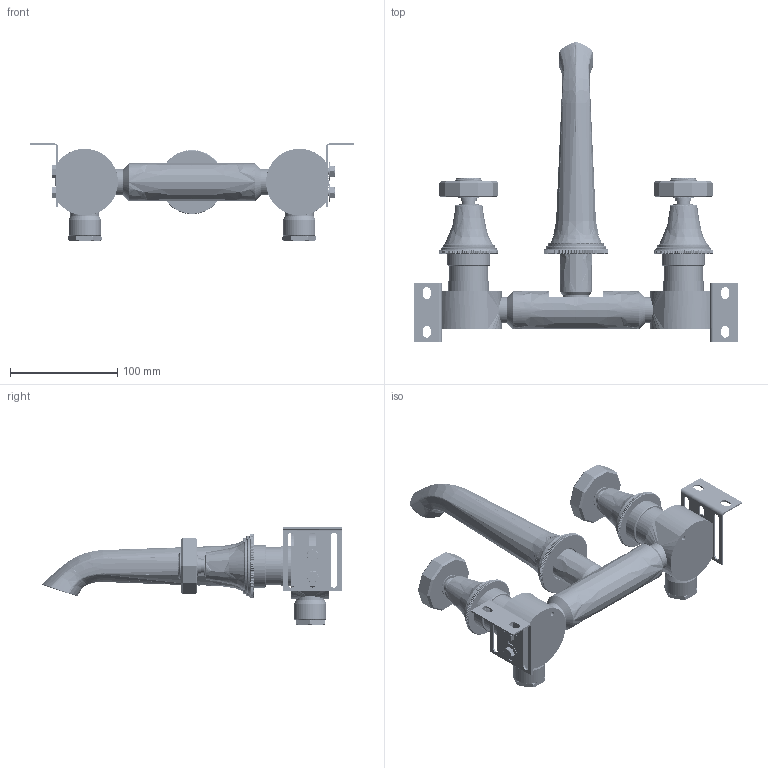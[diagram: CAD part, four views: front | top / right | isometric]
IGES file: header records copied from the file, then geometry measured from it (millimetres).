
Global section: file name: V6K17-D; native system: Autodesk Inventor 2018; preprocessor: unknown; author: adaniels; date: 20180328.154131; units: millimetre
Bounding box: 302 x 279.59 x 90.5 mm (x, y, z)
Volume: 677825.2 mm3; surface area: 277388.5 mm2
Topology: 66 solids, 67 shells, 6666 faces, 17982 edges, 11490 vertices
Faces by surface type: bspline 6666
